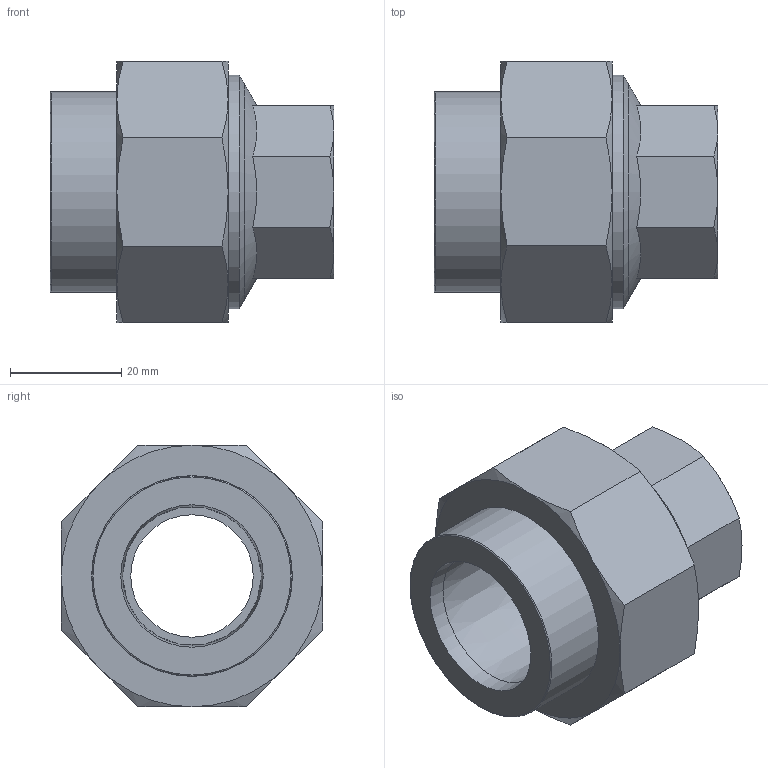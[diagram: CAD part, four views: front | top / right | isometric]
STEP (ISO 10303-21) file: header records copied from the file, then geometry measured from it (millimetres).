
FILE_DESCRIPTION(('Beschreibung'),'1');
FILE_NAME('621.54.02_25_-3_4.STP', '2014-09-15T12:35:56',('Author'), ('Organization'), 'KCM Version 1.1.794.0', 'Kubotek KeyCreator', 'Authorization');
FILE_SCHEMA(('CONFIG_CONTROL_DESIGN'));
Length unit declared in the file: millimetre
Bounding box: 51 x 47 x 47 mm (x, y, z)
Volume: 43264.8 mm3; surface area: 30886 mm2
Topology: 7 solids, 7 shells, 79 faces, 244 edges, 254 vertices
Faces by surface type: plane 31, cone 30, cylinder 16, torus 2
Full cylindrical faces by diameter (mm): 22 x1, 23.5 x1, 24.12 x1, 26 x1, 26.44 x2, 36 x1, 36.1 x1, 38.8 x1, 38.95 x3, 39 x1, 41.91 x3
Entity records: 2519 total; most frequent: CARTESIAN_POINT 553, DIRECTION 402, ORIENTED_EDGE 338, EDGE_CURVE 169, AXIS2_PLACEMENT_3D 146, VECTOR 110, LINE 110, VERTEX_POINT 105
